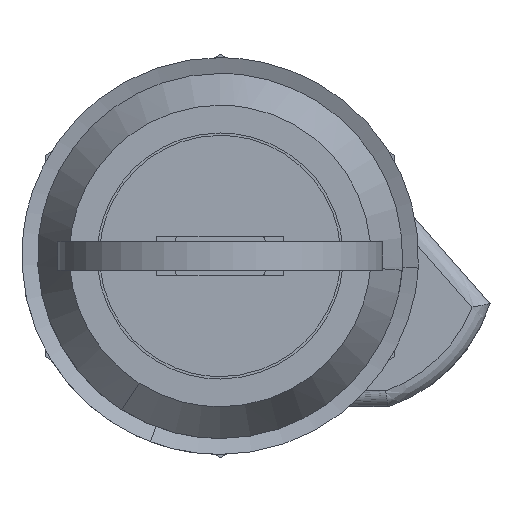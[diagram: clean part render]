
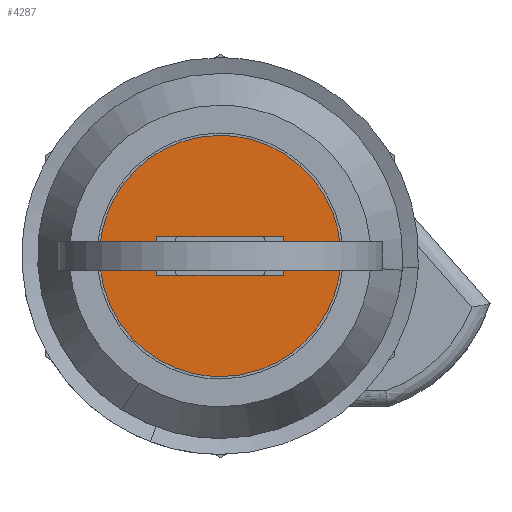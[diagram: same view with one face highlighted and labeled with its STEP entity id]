
A CAD part, front view. The second image highlights one B-rep face of the part: STEP entity #4287.
In plain terms, the highlighted free-form (B-spline) face has degree [1, 1] with [2, 2] control points.
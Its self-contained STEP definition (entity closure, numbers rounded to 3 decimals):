
#3598=CARTESIAN_POINT('',(0.,7.586,0.464));
#3599=VERTEX_POINT('',#3598);
#3605=CARTESIAN_POINT('',(0.0,0.0,7.6));
#3606=VERTEX_POINT('',#3605);
#3607=CARTESIAN_POINT('',(0.0,0.0,7.6));
#3608=CARTESIAN_POINT('',(0.0,7.149,7.6));
#3609=CARTESIAN_POINT('',(0.,7.586,0.464));
#3617=(BOUNDED_CURVE()B_SPLINE_CURVE(2,(#3607,#3608,#3609),.UNSPECIFIED.,.F.,.U.)B_SPLINE_CURVE_WITH_KNOTS((3,3),(0.5,0.739),.UNSPECIFIED.)CURVE()GEOMETRIC_REPRESENTATION_ITEM()RATIONAL_B_SPLINE_CURVE((1.0,0.72,0.976))REPRESENTATION_ITEM(''));
#3618=EDGE_CURVE('',#3606,#3599,#3617,.T.);
#3620=CARTESIAN_POINT('',(0.,-7.547,-0.897));
#3621=VERTEX_POINT('',#3620);
#3622=CARTESIAN_POINT('',(0.,-7.547,-0.897));
#3623=CARTESIAN_POINT('',(0.0,-7.6,-0.45));
#3624=CARTESIAN_POINT('',(0.0,-7.6,0.));
#3625=CARTESIAN_POINT('',(0.0,-7.6,7.6));
#3626=CARTESIAN_POINT('',(0.0,0.0,7.6));
#3634=(BOUNDED_CURVE()B_SPLINE_CURVE(2,(#3622,#3623,#3624,#3625,#3626),.UNSPECIFIED.,.F.,.U.)B_SPLINE_CURVE_WITH_KNOTS((3,2,3),(0.23,0.25,0.5),.UNSPECIFIED.)CURVE()GEOMETRIC_REPRESENTATION_ITEM()RATIONAL_B_SPLINE_CURVE((0.956,0.976,1.0,0.707,1.0))REPRESENTATION_ITEM(''));
#3635=EDGE_CURVE('',#3621,#3606,#3634,.T.);
#3679=CARTESIAN_POINT('',(0.0,0.0,-7.6));
#3680=VERTEX_POINT('',#3679);
#3681=CARTESIAN_POINT('',(0.0,0.0,-7.6));
#3682=CARTESIAN_POINT('',(0.0,-6.75,-7.6));
#3683=CARTESIAN_POINT('',(0.,-7.547,-0.897));
#3691=(BOUNDED_CURVE()B_SPLINE_CURVE(2,(#3681,#3682,#3683),.UNSPECIFIED.,.F.,.U.)B_SPLINE_CURVE_WITH_KNOTS((3,3),(0.0,0.23),.UNSPECIFIED.)CURVE()GEOMETRIC_REPRESENTATION_ITEM()RATIONAL_B_SPLINE_CURVE((1.0,0.731,0.956))REPRESENTATION_ITEM(''));
#3692=EDGE_CURVE('',#3680,#3621,#3691,.T.);
#3694=CARTESIAN_POINT('',(0.,7.586,0.464));
#3695=CARTESIAN_POINT('',(0.0,7.6,0.232));
#3696=CARTESIAN_POINT('',(0.0,7.6,0.));
#3697=CARTESIAN_POINT('',(0.0,7.6,-7.6));
#3698=CARTESIAN_POINT('',(0.0,0.0,-7.6));
#3706=(BOUNDED_CURVE()B_SPLINE_CURVE(2,(#3694,#3695,#3696,#3697,#3698),.UNSPECIFIED.,.F.,.U.)B_SPLINE_CURVE_WITH_KNOTS((3,2,3),(0.739,0.75,1.0),.UNSPECIFIED.)CURVE()GEOMETRIC_REPRESENTATION_ITEM()RATIONAL_B_SPLINE_CURVE((0.976,0.988,1.0,0.707,1.0))REPRESENTATION_ITEM(''));
#3707=EDGE_CURVE('',#3599,#3680,#3706,.T.);
#3733=CARTESIAN_POINT('',(0.0,-4.0,-1.2));
#3734=VERTEX_POINT('',#3733);
#3735=CARTESIAN_POINT('',(0.0,4.0,-1.2));
#3736=VERTEX_POINT('',#3735);
#3737=CARTESIAN_POINT('',(0.0,-4.0,-1.2));
#3738=CARTESIAN_POINT('',(0.0,4.0,-1.2));
#3739=QUASI_UNIFORM_CURVE('',1,(#3737,#3738),.UNSPECIFIED.,.F.,.U.);
#3740=EDGE_CURVE('',#3734,#3736,#3739,.T.);
#3779=CARTESIAN_POINT('',(0.0,-4.0,1.2));
#3780=VERTEX_POINT('',#3779);
#3781=CARTESIAN_POINT('',(0.0,-4.0,1.2));
#3782=CARTESIAN_POINT('',(0.0,-4.0,-1.2));
#3783=QUASI_UNIFORM_CURVE('',1,(#3781,#3782),.UNSPECIFIED.,.F.,.U.);
#3784=EDGE_CURVE('',#3780,#3734,#3783,.T.);
#3807=CARTESIAN_POINT('',(0.0,4.0,1.2));
#3808=VERTEX_POINT('',#3807);
#3809=CARTESIAN_POINT('',(0.0,4.0,1.2));
#3810=CARTESIAN_POINT('',(0.0,-4.0,1.2));
#3811=QUASI_UNIFORM_CURVE('',1,(#3809,#3810),.UNSPECIFIED.,.F.,.U.);
#3812=EDGE_CURVE('',#3808,#3780,#3811,.T.);
#3845=CARTESIAN_POINT('',(0.0,4.0,-1.2));
#3846=CARTESIAN_POINT('',(0.0,4.0,1.2));
#3847=QUASI_UNIFORM_CURVE('',1,(#3845,#3846),.UNSPECIFIED.,.F.,.U.);
#3848=EDGE_CURVE('',#3736,#3808,#3847,.T.);
#4270=CARTESIAN_POINT('',(0.0,8.359,8.359));
#4271=CARTESIAN_POINT('',(0.0,-8.359,8.359));
#4272=CARTESIAN_POINT('',(0.0,8.359,-8.359));
#4273=CARTESIAN_POINT('',(0.0,-8.359,-8.359));
#4274=B_SPLINE_SURFACE_WITH_KNOTS('',1,1,((#4270,#4272),(#4271,#4273)),.UNSPECIFIED.,.F.,.F.,.U.,(2,2),(2,2),(0.0,16.718),(0.0,16.718),.UNSPECIFIED.);
#4275=ORIENTED_EDGE('',*,*,#3692,.T.);
#4276=ORIENTED_EDGE('',*,*,#3635,.T.);
#4277=ORIENTED_EDGE('',*,*,#3618,.T.);
#4278=ORIENTED_EDGE('',*,*,#3707,.T.);
#4279=EDGE_LOOP('',(#4275,#4276,#4277,#4278));
#4280=FACE_OUTER_BOUND('',#4279,.T.);
#4281=ORIENTED_EDGE('',*,*,#3740,.T.);
#4282=ORIENTED_EDGE('',*,*,#3848,.T.);
#4283=ORIENTED_EDGE('',*,*,#3812,.T.);
#4284=ORIENTED_EDGE('',*,*,#3784,.T.);
#4285=EDGE_LOOP('',(#4281,#4282,#4283,#4284));
#4286=FACE_BOUND('',#4285,.T.);
#4287=ADVANCED_FACE('',(#4280,#4286),#4274,.F.);
